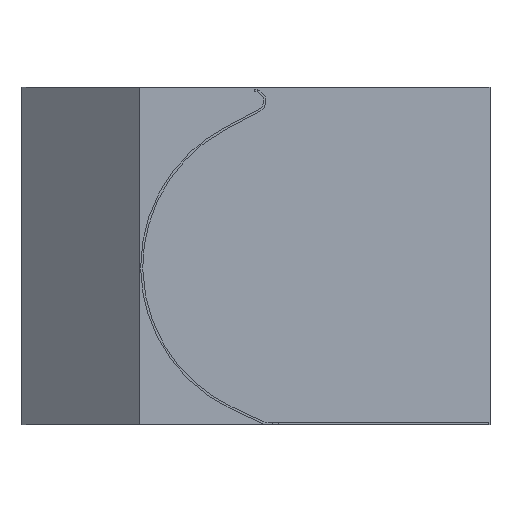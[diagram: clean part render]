
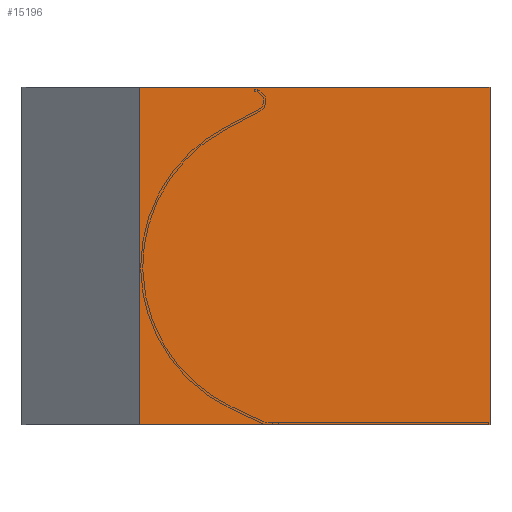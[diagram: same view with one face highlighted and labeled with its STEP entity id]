
A CAD part, left-side view. The second image highlights one B-rep face of the part: STEP entity #15196.
In plain terms, the highlighted face is planar.
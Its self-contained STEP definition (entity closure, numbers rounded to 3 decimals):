
#1939=ORIENTED_EDGE('',*,*,#7017,.F.);
#1940=ORIENTED_EDGE('',*,*,#7027,.F.);
#1941=ORIENTED_EDGE('',*,*,#7024,.F.);
#1942=ORIENTED_EDGE('',*,*,#7021,.F.);
#7017=EDGE_CURVE('',#9566,#9567,#11564,.T.);
#7021=EDGE_CURVE('',#9567,#9570,#11568,.T.);
#7024=EDGE_CURVE('',#9570,#9572,#11571,.T.);
#7027=EDGE_CURVE('',#9572,#9566,#11574,.T.);
#9566=VERTEX_POINT('',#19551);
#9567=VERTEX_POINT('',#19552);
#9570=VERTEX_POINT('',#19560);
#9572=VERTEX_POINT('',#19566);
#11564=LINE('',#19550,#12577);
#11568=LINE('',#19559,#12581);
#11571=LINE('',#19565,#12584);
#11574=LINE('',#19571,#12587);
#12577=VECTOR('',#16719,1000.);
#12581=VECTOR('',#16725,1000.);
#12584=VECTOR('',#16730,1000.);
#12587=VECTOR('',#16735,1000.);
#13595=EDGE_LOOP('',(#1939,#1940,#1941,#1942));
#14278=FACE_BOUND('',#13595,.T.);
#14961=PLANE('',#15811);
#15196=ADVANCED_FACE('',(#14278),#14961,.F.);
#15811=AXIS2_PLACEMENT_3D('',#19574,#16739,#16740);
#16719=DIRECTION('',(0.,0.,-1.));
#16725=DIRECTION('',(1.,0.,0.));
#16730=DIRECTION('',(0.,0.,1.));
#16735=DIRECTION('',(-1.,0.,0.));
#16739=DIRECTION('',(0.,-1.,0.));
#16740=DIRECTION('',(0.,0.,-1.));
#19550=CARTESIAN_POINT('',(-14.975,203.6,14.45));
#19551=CARTESIAN_POINT('',(-14.975,203.6,14.45));
#19552=CARTESIAN_POINT('',(-14.975,203.6,-14.45));
#19559=CARTESIAN_POINT('',(-14.975,203.6,-14.45));
#19560=CARTESIAN_POINT('',(14.975,203.6,-14.45));
#19565=CARTESIAN_POINT('',(14.975,203.6,-14.45));
#19566=CARTESIAN_POINT('',(14.975,203.6,14.45));
#19571=CARTESIAN_POINT('',(14.975,203.6,14.45));
#19574=CARTESIAN_POINT('',(0.,203.6,0.));
